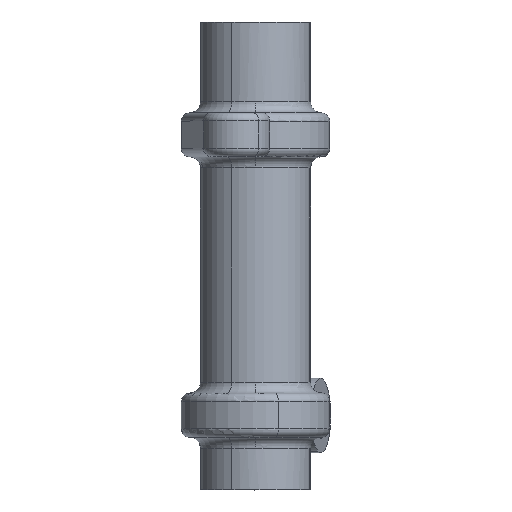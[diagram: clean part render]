
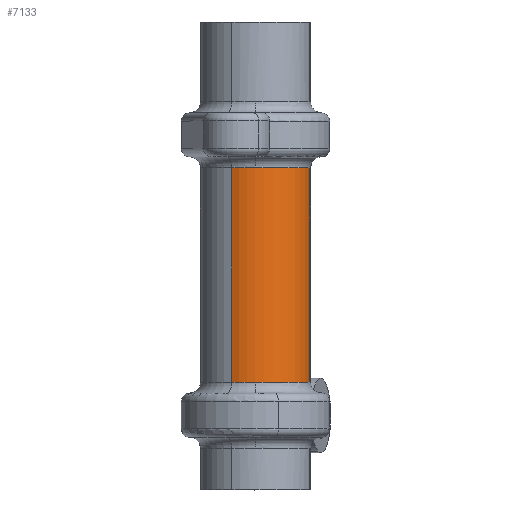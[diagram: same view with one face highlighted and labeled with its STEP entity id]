
A CAD part, top view. The second image highlights one B-rep face of the part: STEP entity #7133.
In plain terms, the highlighted cylindrical face has radius 10 mm (diameter 20 mm), a partial arc.
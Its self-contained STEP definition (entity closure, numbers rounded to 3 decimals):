
#6806=CARTESIAN_POINT('POINT96',(-341.,
   -44.94,29.5));
#6807=VERTEX_POINT('VERTEX96',#6806);
#6815=CARTESIAN_POINT('POINT97',(-345.304,
   -44.94,28.526));
#6816=VERTEX_POINT('VERTEX97',#6815);
#6817=CARTESIAN_POINT('POS129',(-341.,
   -44.94,19.5));
#6818=DIRECTION('DIR227',(0.,-1.,
   0.));
#6819=DIRECTION('DIR228',(-0.989,0.,
   -0.151));
#6820=AXIS2_PLACEMENT_3D('AXIS99',#6817,#6818,#6819);
#6821=CIRCLE('ELLIPSE63',#6820,10.);
#6822=EDGE_CURVE('EDGE153',#6807,#6816,#6821,.T.);
#6903=CARTESIAN_POINT('POINT102',(-331.114,
   -44.94,21.007));
#6904=VERTEX_POINT('VERTEX102',#6903);
#6912=CARTESIAN_POINT('POS139',(-341.,
   -44.94,19.5));
#6913=DIRECTION('DIR245',(0.,-1.,
   0.));
#6914=DIRECTION('DIR246',(-0.989,0.,
   -0.151));
#6915=AXIS2_PLACEMENT_3D('AXIS107',#6912,#6913,#6914);
#6916=CIRCLE('ELLIPSE69',#6915,10.);
#6917=EDGE_CURVE('EDGE162',#6904,#6807,#6916,.T.);
#7093=CARTESIAN_POINT('POINT112',(-331.114,
   -6.,21.007));
#7094=VERTEX_POINT('VERTEX112',#7093);
#7095=CARTESIAN_POINT('POS158',(-331.114,
   -37.152,21.007));
#7096=DIRECTION('DIR277',(0.,-1.,
   0.));
#7097=VECTOR('VEC39',#7096,1.);
#7098=LINE('STRAIGHT39',#7095,#7097);
#7099=EDGE_CURVE('EDGE178',#7094,#6904,#7098,.T.);
#7100=ORIENTED_EDGE('COEDGE338',*,*,#7099,.F.);
#7101=CARTESIAN_POINT('POINT113',(-341.,
   -6.,29.5));
#7102=VERTEX_POINT('VERTEX113',#7101);
#7103=CARTESIAN_POINT('POS159',(-341.,
   -6.,19.5));
#7104=DIRECTION('DIR278',(0.,-1.,
   0.));
#7105=DIRECTION('DIR279',(-0.989,0.,
   -0.151));
#7106=AXIS2_PLACEMENT_3D('AXIS120',#7103,#7104,#7105);
#7107=CIRCLE('ELLIPSE77',#7106,10.);
#7108=EDGE_CURVE('EDGE179',#7102,#7094,#7107,.F.);
#7109=ORIENTED_EDGE('COEDGE339',*,*,#7108,.F.);
#7110=CARTESIAN_POINT('POINT114',(-345.304,
   -6.,28.526));
#7111=VERTEX_POINT('VERTEX114',#7110);
#7112=CARTESIAN_POINT('POS160',(-341.,
   -6.,19.5));
#7113=DIRECTION('DIR280',(0.,-1.,
   0.));
#7114=DIRECTION('DIR281',(-0.989,0.,
   -0.151));
#7115=AXIS2_PLACEMENT_3D('AXIS121',#7112,#7113,#7114);
#7116=CIRCLE('ELLIPSE78',#7115,10.);
#7117=EDGE_CURVE('EDGE180',#7111,#7102,#7116,.F.);
#7118=ORIENTED_EDGE('COEDGE340',*,*,#7117,.F.);
#7119=B_SPLINE_CURVE_WITH_KNOTS('SPLINE_CRV30',1,(#7120,#7121),
   .UNSPECIFIED.,.F.,.F.,(2,2),(0.312,
   0.77),.UNSPECIFIED.);
#7120=CARTESIAN_POINT('',(-345.304,-6.,
   28.526));
#7121=CARTESIAN_POINT('',(-345.304,-44.94,
   28.526));
#7122=EDGE_CURVE('EDGE181',#7111,#6816,#7119,.T.);
#7123=ORIENTED_EDGE('COEDGE341',*,*,#7122,.T.);
#7124=ORIENTED_EDGE('COEDGE342',*,*,#6822,.F.);
#7125=ORIENTED_EDGE('COEDGE343',*,*,#6917,.F.);
#7126=EDGE_LOOP('NONE',(#7100,#7109,#7118,#7123,#7124,#7125));
#7127=FACE_BOUND('LOOP1',#7126,.T.);
#7128=CARTESIAN_POINT('POS161',(-341.,
   -37.152,19.5));
#7129=DIRECTION('DIR282',(0.,-1.,
   0.));
#7130=DIRECTION('DIR283',(-0.989,0.,
   -0.151));
#7131=AXIS2_PLACEMENT_3D('AXIS122',#7128,#7129,#7130);
#7132=CYLINDRICAL_SURFACE('CONE_SURF20',#7131,10.);
#7133=ADVANCED_FACE('FACE74',(#7127),#7132,.T.);
